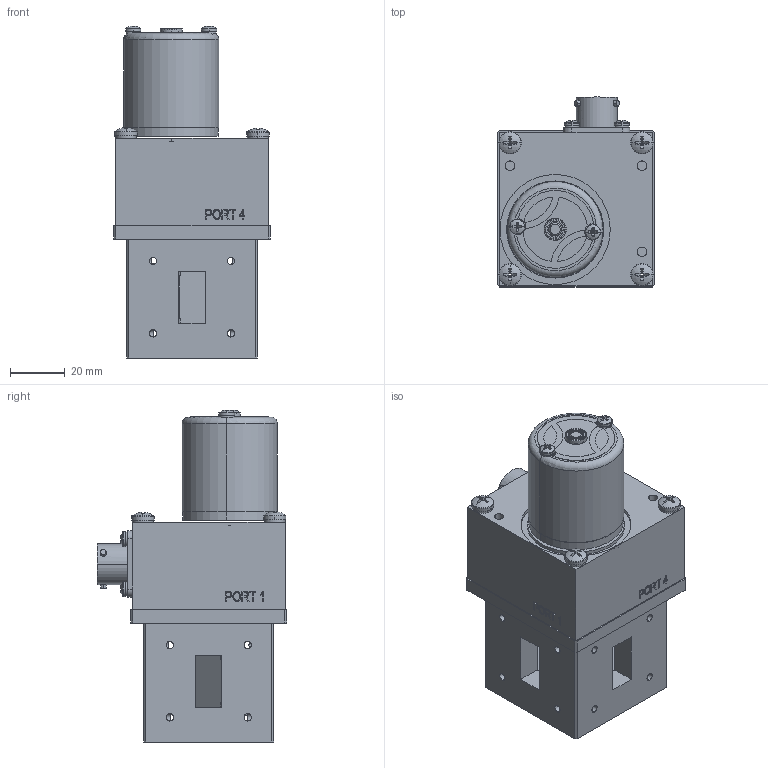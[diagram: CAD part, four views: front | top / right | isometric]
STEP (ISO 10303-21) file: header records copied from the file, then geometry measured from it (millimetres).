
FILE_DESCRIPTION (( 'STEP AP203' ), '1' );
FILE_NAME ('75-ap assy.STEP', '2012-09-07T15:49:28', ( '' ), ( '' ), 'SwSTEP 2.0', 'SolidWorks 2012', '' );
FILE_SCHEMA (( 'CONFIG_CONTROL_DESIGN' ));
Length unit declared in the file: inch
Products named in the file (1): 75-ap assy
Bounding box: 57.15 x 69.44 x 121.43 mm (x, y, z)
Surface area: 41130.8 mm2 (no closed solid volume)
Topology: 0 solids, 37 shells, 606 faces, 2081 edges, 1465 vertices
Faces by surface type: plane 310, cylinder 174, bspline 56, torus 38, sphere 20, cone 8
Entity records: 27632 total; most frequent: CARTESIAN_POINT 10115, DIRECTION 3544, ORIENTED_EDGE 3267, EDGE_CURVE 2081, VERTEX_POINT 1465, AXIS2_PLACEMENT_3D 1248, LINE 1048, VECTOR 1048
